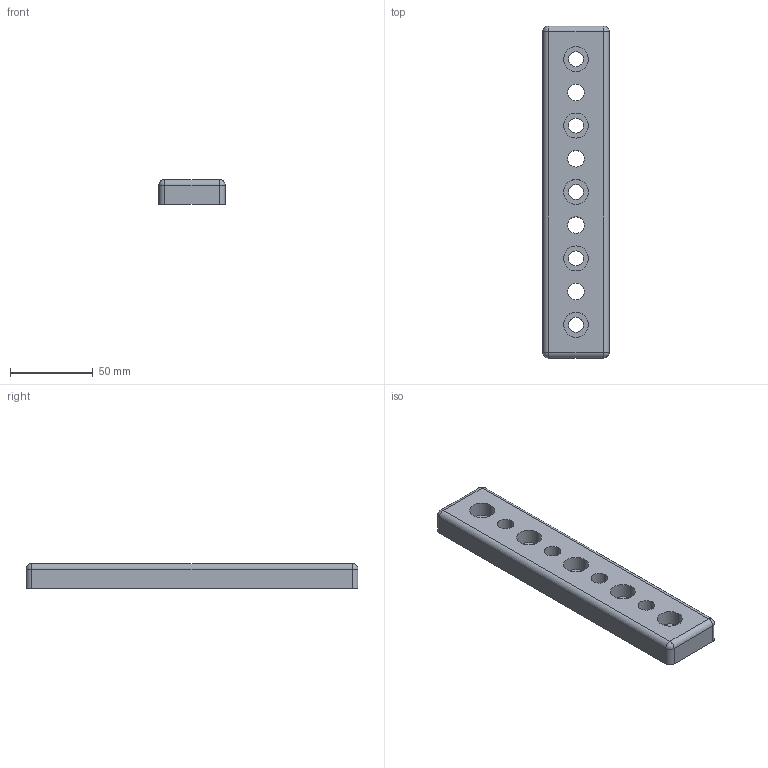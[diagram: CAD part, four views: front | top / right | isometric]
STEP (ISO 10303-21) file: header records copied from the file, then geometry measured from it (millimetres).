
FILE_DESCRIPTION((''),'2;1');
FILE_NAME('SZ0266V.stp','2009-07-27T13:38:30',(''),(''),'Mechanical Desktop 2007','Mechanical Desktop 2007',', , ');
FILE_SCHEMA(('CONFIG_CONTROL_DESIGN'));
Length unit declared in the file: millimetre
Products named in the file (1): SZ0266V
Bounding box: 40 x 200 x 15 mm (x, y, z)
Volume: 104036.1 mm3; surface area: 25960.6 mm2
Topology: 1 solids, 1 shells, 51 faces, 124 edges, 76 vertices
Faces by surface type: cylinder 36, plane 11, sphere 4
Entity records: 1621 total; most frequent: DIRECTION 296, CARTESIAN_POINT 248, ORIENTED_EDGE 240, AXIS2_PLACEMENT_3D 124, EDGE_CURVE 120, VERTEX_POINT 76, EDGE_LOOP 74, CIRCLE 72
